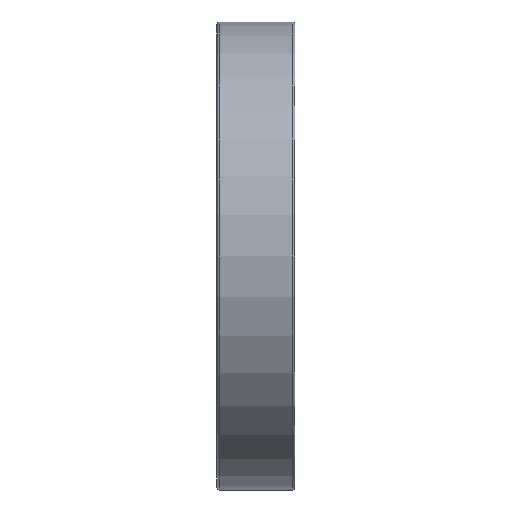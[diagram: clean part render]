
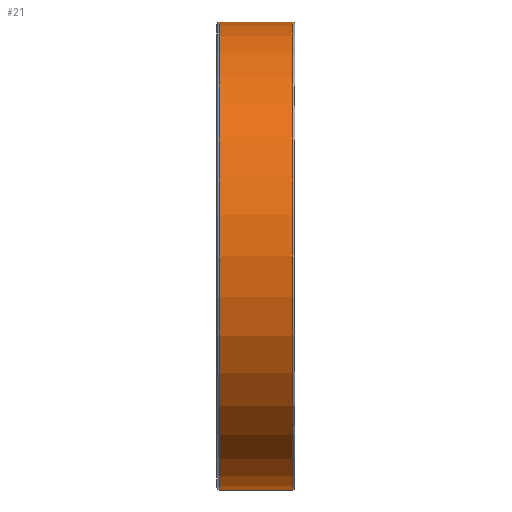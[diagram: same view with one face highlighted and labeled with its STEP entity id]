
A CAD part, front view. The second image highlights one B-rep face of the part: STEP entity #21.
In plain terms, the highlighted cylindrical face has radius 21 mm (diameter 42 mm), a partial arc.
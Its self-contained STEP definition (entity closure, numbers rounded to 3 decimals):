
#21 = ADVANCED_FACE ( 'NONE', ( #1126 ), #1157, .T. ) ;
#90 = VECTOR ( 'NONE', #1689, 1000. ) ;
#111 = LINE ( 'NONE', #1688, #90 ) ;
#258 = LINE ( 'NONE', #1627, #275 ) ;
#275 = VECTOR ( 'NONE', #1632, 1000. ) ;
#375 = EDGE_LOOP ( 'NONE', ( #2359, #2353, #2378, #2361 ) ) ;
#665 = DIRECTION ( 'NONE',  ( -1., 0., 0. ) ) ;
#674 = CARTESIAN_POINT ( 'NONE',  ( 3.3, 0., 0. ) ) ;
#678 = DIRECTION ( 'NONE',  ( 0., 0., -1. ) ) ;
#743 = DIRECTION ( 'NONE',  ( 0., 0., -1. ) ) ;
#753 = DIRECTION ( 'NONE',  ( 1., 0., 0. ) ) ;
#758 = CARTESIAN_POINT ( 'NONE',  ( -3.3, 0., 0. ) ) ;
#1126 = FACE_OUTER_BOUND ( 'NONE', #375, .T. ) ;
#1157 = CYLINDRICAL_SURFACE ( 'NONE', #2965, 21. ) ;
#1432 = CARTESIAN_POINT ( 'NONE',  ( -3.3, 0., 21. ) ) ;
#1451 = CARTESIAN_POINT ( 'NONE',  ( -3.3, 0., -21. ) ) ;
#1516 = CARTESIAN_POINT ( 'NONE',  ( 3.3, 0., -21. ) ) ;
#1524 = CARTESIAN_POINT ( 'NONE',  ( 3.3, 0., 21. ) ) ;
#1627 = CARTESIAN_POINT ( 'NONE',  ( 0., 0., 21. ) ) ;
#1632 = DIRECTION ( 'NONE',  ( -1., 0., 0. ) ) ;
#1688 = CARTESIAN_POINT ( 'NONE',  ( 0., 0., -21. ) ) ;
#1689 = DIRECTION ( 'NONE',  ( -1., 0., 0. ) ) ;
#1781 = DIRECTION ( 'NONE',  ( -1., 0., 0. ) ) ;
#1785 = CARTESIAN_POINT ( 'NONE',  ( 0., 0., 0. ) ) ;
#1788 = DIRECTION ( 'NONE',  ( 0., 0., 1. ) ) ;
#2051 = CIRCLE ( 'NONE', #3172, 21. ) ;
#2072 = CIRCLE ( 'NONE', #3213, 21. ) ;
#2353 = ORIENTED_EDGE ( 'NONE', *, *, #2891, .T. ) ;
#2359 = ORIENTED_EDGE ( 'NONE', *, *, #2791, .F. ) ;
#2361 = ORIENTED_EDGE ( 'NONE', *, *, #2916, .T. ) ;
#2378 = ORIENTED_EDGE ( 'NONE', *, *, #2771, .T. ) ;
#2659 = VERTEX_POINT ( 'NONE', #1432 ) ;
#2669 = VERTEX_POINT ( 'NONE', #1451 ) ;
#2714 = VERTEX_POINT ( 'NONE', #1524 ) ;
#2722 = VERTEX_POINT ( 'NONE', #1516 ) ;
#2771 = EDGE_CURVE ( 'NONE', #2714, #2659, #258, .T. ) ;
#2791 = EDGE_CURVE ( 'NONE', #2722, #2669, #111, .T. ) ;
#2891 = EDGE_CURVE ( 'NONE', #2722, #2714, #2072, .T. ) ;
#2916 = EDGE_CURVE ( 'NONE', #2659, #2669, #2051, .T. ) ;
#2965 = AXIS2_PLACEMENT_3D ( 'NONE', #1785, #1781, #1788 ) ;
#3172 = AXIS2_PLACEMENT_3D ( 'NONE', #758, #753, #743 ) ;
#3213 = AXIS2_PLACEMENT_3D ( 'NONE', #674, #665, #678 ) ;
